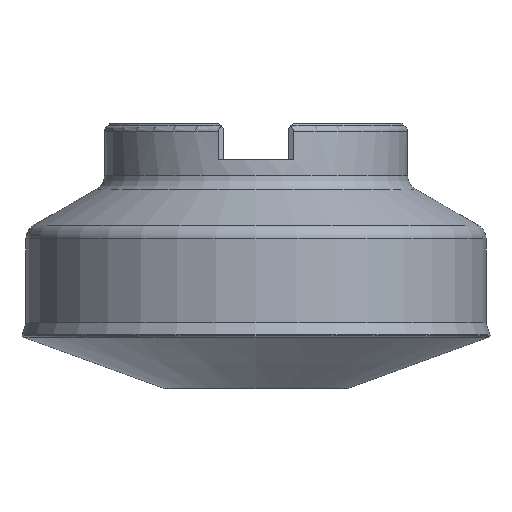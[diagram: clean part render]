
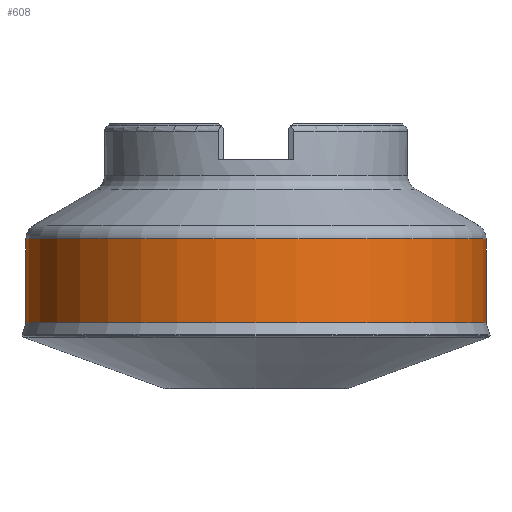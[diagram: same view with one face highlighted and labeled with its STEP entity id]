
A CAD part, left-side view. The second image highlights one B-rep face of the part: STEP entity #608.
In plain terms, the highlighted cylindrical face has radius 44 mm (diameter 88 mm), a partial arc.
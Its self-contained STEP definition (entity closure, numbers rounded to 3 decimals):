
#496=VERTEX_POINT('NONE',#1364);
#558=VERTEX_POINT('NONE',#1430);
#608=ADVANCED_FACE('NONE',(#1486),#1487,.T.);
#662=EDGE_CURVE('NONE',#558,#714,#1547,.T.);
#714=VERTEX_POINT('NONE',#1607);
#782=EDGE_CURVE('NONE',#810,#496,#1681,.T.);
#810=VERTEX_POINT('NONE',#1710);
#1092=EDGE_CURVE('NONE',#810,#558,#2014,.T.);
#1278=EDGE_CURVE('NONE',#496,#714,#2226,.T.);
#1364=CARTESIAN_POINT('',(0.0,-44.0,-38.182));
#1430=CARTESIAN_POINT('',(0.,44.0,-22.124));
#1486=FACE_OUTER_BOUND('',#2504,.T.);
#1487=CYLINDRICAL_SURFACE('',#2505,44.0);
#1547=LINE('',#2591,#2592);
#1607=CARTESIAN_POINT('',(0.,44.0,-38.182));
#1681=LINE('',#2793,#2794);
#1710=CARTESIAN_POINT('',(0.0,-44.0,-22.124));
#2014=CIRCLE('',#3283,44.0);
#2226=CIRCLE('',#3571,44.0);
#2504=EDGE_LOOP('',(#3841,#3842,#3843,#3844));
#2505=AXIS2_PLACEMENT_3D('',#3845,#3846,#3847);
#2591=CARTESIAN_POINT('',(0.,44.0,-52.319));
#2592=VECTOR('',#3921,1000.0);
#2793=CARTESIAN_POINT('',(0.0,-44.0,-52.319));
#2794=VECTOR('',#4098,1000.0);
#3283=AXIS2_PLACEMENT_3D('',#4449,#4450,#4451);
#3571=AXIS2_PLACEMENT_3D('',#4735,#4736,#4737);
#3841=ORIENTED_EDGE('',*,*,#1092,.T.);
#3842=ORIENTED_EDGE('',*,*,#662,.T.);
#3843=ORIENTED_EDGE('',*,*,#1278,.F.);
#3844=ORIENTED_EDGE('',*,*,#782,.F.);
#3845=CARTESIAN_POINT('',(0.0,0.0,-52.319));
#3846=DIRECTION('',(-0.0,-0.0,-1.0));
#3847=DIRECTION('',(0.0,-1.0,0.0));
#3921=DIRECTION('',(0.0,0.0,-1.0));
#4098=DIRECTION('',(0.0,0.0,-1.0));
#4449=CARTESIAN_POINT('',(0.0,0.0,-22.124));
#4450=DIRECTION('',(0.0,0.0,-1.0));
#4451=DIRECTION('',(0.0,-1.0,0.0));
#4735=CARTESIAN_POINT('',(0.0,0.0,-38.182));
#4736=DIRECTION('',(0.0,0.0,-1.0));
#4737=DIRECTION('',(0.0,-1.0,0.0));
